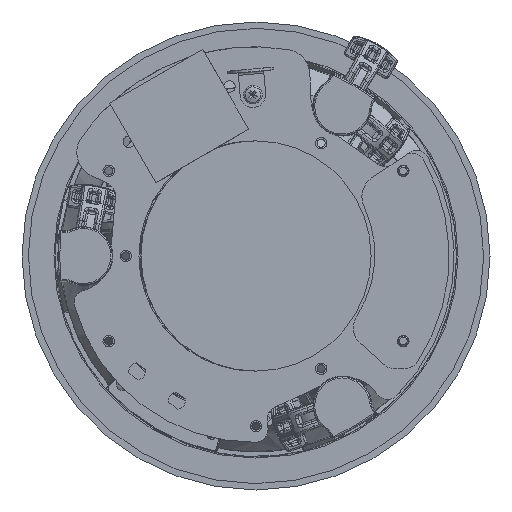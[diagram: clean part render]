
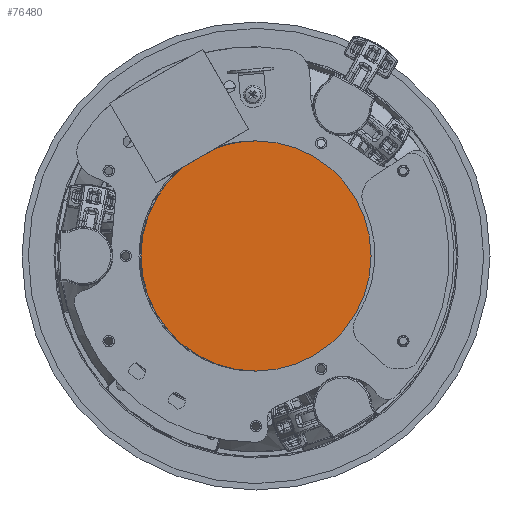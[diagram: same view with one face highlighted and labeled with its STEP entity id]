
A CAD part, front view. The second image highlights one B-rep face of the part: STEP entity #76480.
In plain terms, the highlighted planar face has unit normal (0, -1, 0).
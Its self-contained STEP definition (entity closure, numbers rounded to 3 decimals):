
#11332 = AXIS2_PLACEMENT_3D ( 'NONE', #128652, #95913, #36732 ) ;
#20492 = ORIENTED_EDGE ( 'NONE', *, *, #128962, .T. ) ;
#21893 = DIRECTION ( 'NONE',  ( 0.866, 0., 0.5 ) ) ;
#22196 = CARTESIAN_POINT ( 'NONE',  ( 0., -28.15, 45. ) ) ;
#25052 = VERTEX_POINT ( 'NONE', #158103 ) ;
#25694 = AXIS2_PLACEMENT_3D ( 'NONE', #94259, #183816, #238228 ) ;
#32433 = ORIENTED_EDGE ( 'NONE', *, *, #36056, .T. ) ;
#34343 = VECTOR ( 'NONE', #21893, 1000. ) ;
#36056 = EDGE_CURVE ( 'NONE', #76351, #142939, #222706, .T. ) ;
#36732 = DIRECTION ( 'NONE',  ( 0., 0., -1. ) ) ;
#39580 = VERTEX_POINT ( 'NONE', #53196 ) ;
#44750 = ORIENTED_EDGE ( 'NONE', *, *, #196822, .T. ) ;
#53196 = CARTESIAN_POINT ( 'NONE',  ( -28.8, -28.15, 34.577 ) ) ;
#53802 = AXIS2_PLACEMENT_3D ( 'NONE', #217118, #127566, #88887 ) ;
#58460 = FACE_OUTER_BOUND ( 'NONE', #132261, .T. ) ;
#76291 = ORIENTED_EDGE ( 'NONE', *, *, #132045, .F. ) ;
#76351 = VERTEX_POINT ( 'NONE', #104579 ) ;
#76480 = ADVANCED_FACE ( 'NONE', ( #58460 ), #167317, .T. ) ;
#88887 = DIRECTION ( 'NONE',  ( 0., 0., -1. ) ) ;
#94259 = CARTESIAN_POINT ( 'NONE',  ( 0., -28.15, 0. ) ) ;
#95913 = DIRECTION ( 'NONE',  ( 0., -1., 0. ) ) ;
#98014 = LINE ( 'NONE', #131968, #34343 ) ;
#103779 = CIRCLE ( 'NONE', #111522, 45. ) ;
#104579 = CARTESIAN_POINT ( 'NONE',  ( 0., -28.15, -45. ) ) ;
#111522 = AXIS2_PLACEMENT_3D ( 'NONE', #219898, #222287, #165450 ) ;
#119953 = CIRCLE ( 'NONE', #53802, 45. ) ;
#127566 = DIRECTION ( 'NONE',  ( 0., -1., 0. ) ) ;
#128652 = CARTESIAN_POINT ( 'NONE',  ( 0., -28.15, 0. ) ) ;
#128962 = EDGE_CURVE ( 'NONE', #142939, #25052, #103779, .T. ) ;
#131968 = CARTESIAN_POINT ( 'NONE',  ( -22.172, -28.15, 38.403 ) ) ;
#132045 = EDGE_CURVE ( 'NONE', #39580, #25052, #98014, .T. ) ;
#132261 = EDGE_LOOP ( 'NONE', ( #76291, #44750, #32433, #20492 ) ) ;
#142939 = VERTEX_POINT ( 'NONE', #22196 ) ;
#158103 = CARTESIAN_POINT ( 'NONE',  ( -15.544, -28.15, 42.23 ) ) ;
#165450 = DIRECTION ( 'NONE',  ( 0., 0., -1. ) ) ;
#167317 = PLANE ( 'NONE',  #11332 ) ;
#183816 = DIRECTION ( 'NONE',  ( 0., -1., 0. ) ) ;
#196822 = EDGE_CURVE ( 'NONE', #39580, #76351, #119953, .T. ) ;
#217118 = CARTESIAN_POINT ( 'NONE',  ( 0., -28.15, 0. ) ) ;
#219898 = CARTESIAN_POINT ( 'NONE',  ( 0., -28.15, 0. ) ) ;
#222287 = DIRECTION ( 'NONE',  ( 0., -1., 0. ) ) ;
#222706 = CIRCLE ( 'NONE', #25694, 45. ) ;
#238228 = DIRECTION ( 'NONE',  ( 0., 0., -1. ) ) ;
